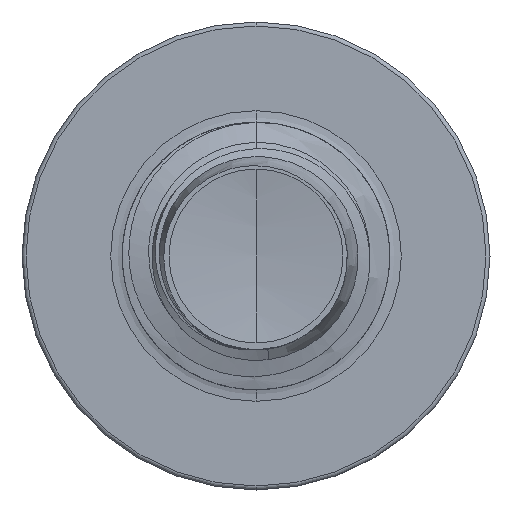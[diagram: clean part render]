
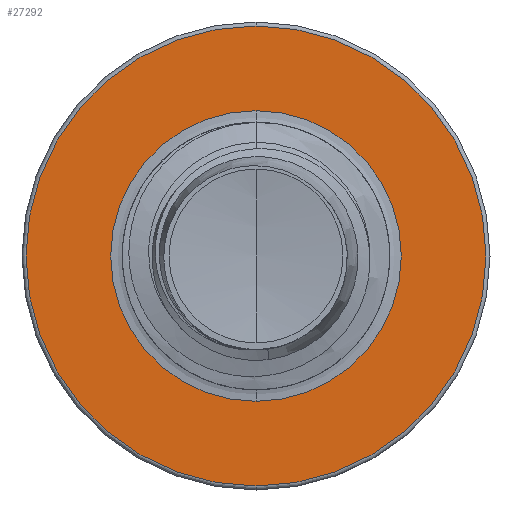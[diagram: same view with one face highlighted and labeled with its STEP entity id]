
A CAD part, front view. The second image highlights one B-rep face of the part: STEP entity #27292.
In plain terms, the highlighted planar face has unit normal (0, -1, 0).
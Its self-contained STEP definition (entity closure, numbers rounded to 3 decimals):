
#558 = VERTEX_POINT ( 'NONE', #10632 ) ;
#695 = VERTEX_POINT ( 'NONE', #16889 ) ;
#1491 = EDGE_CURVE ( 'NONE', #558, #22925, #15225, .T. ) ;
#7329 = AXIS2_PLACEMENT_3D ( 'NONE', #18903, #26256, #29014 ) ;
#7724 = EDGE_CURVE ( 'NONE', #695, #25330, #22912, .T. ) ;
#9897 = CARTESIAN_POINT ( 'NONE',  ( 0., 22.5, 0. ) ) ;
#10632 = CARTESIAN_POINT ( 'NONE',  ( 0., 22.5, 2.174 ) ) ;
#11700 = CARTESIAN_POINT ( 'NONE',  ( 0., 22.5, -2.174 ) ) ;
#11708 = DIRECTION ( 'NONE',  ( 0., 0., 1. ) ) ;
#12072 = AXIS2_PLACEMENT_3D ( 'NONE', #17135, #36849, #20202 ) ;
#12842 = CARTESIAN_POINT ( 'NONE',  ( 0., 22.5, -3.44 ) ) ;
#13117 = DIRECTION ( 'NONE',  ( 0., 0., 1. ) ) ;
#14271 = DIRECTION ( 'NONE',  ( 0., 0., 1. ) ) ;
#14308 = DIRECTION ( 'NONE',  ( 0., 1., 0. ) ) ;
#14348 = CARTESIAN_POINT ( 'NONE',  ( 0., 22.5, 0. ) ) ;
#15225 = CIRCLE ( 'NONE', #7329, 2.174 ) ;
#16889 = CARTESIAN_POINT ( 'NONE',  ( 0., 22.5, 3.44 ) ) ;
#17135 = CARTESIAN_POINT ( 'NONE',  ( 0., 22.5, 0. ) ) ;
#17338 = ORIENTED_EDGE ( 'NONE', *, *, #34937, .T. ) ;
#18903 = CARTESIAN_POINT ( 'NONE',  ( 0., 22.5, 0. ) ) ;
#19408 = FACE_BOUND ( 'NONE', #35300, .T. ) ;
#20202 = DIRECTION ( 'NONE',  ( 0., 0., 1. ) ) ;
#22912 = CIRCLE ( 'NONE', #36528, 3.44 ) ;
#22925 = VERTEX_POINT ( 'NONE', #11700 ) ;
#25330 = VERTEX_POINT ( 'NONE', #12842 ) ;
#26256 = DIRECTION ( 'NONE',  ( 0., 1., 0. ) ) ;
#26904 = CARTESIAN_POINT ( 'NONE',  ( 0., 22.5, -2.174 ) ) ;
#27292 = ADVANCED_FACE ( 'NONE', ( #28237, #19408 ), #37235, .F. ) ;
#28237 = FACE_OUTER_BOUND ( 'NONE', #37650, .T. ) ;
#28245 = EDGE_CURVE ( 'NONE', #25330, #695, #37363, .T. ) ;
#28478 = ORIENTED_EDGE ( 'NONE', *, *, #7724, .F. ) ;
#29014 = DIRECTION ( 'NONE',  ( 0., 0., 1. ) ) ;
#29653 = DIRECTION ( 'NONE',  ( 0., 1., 0. ) ) ;
#30544 = ORIENTED_EDGE ( 'NONE', *, *, #28245, .F. ) ;
#30830 = DIRECTION ( 'NONE',  ( 0., 1., 0. ) ) ;
#31504 = CIRCLE ( 'NONE', #12072, 2.174 ) ;
#34211 = AXIS2_PLACEMENT_3D ( 'NONE', #9897, #30830, #13117 ) ;
#34937 = EDGE_CURVE ( 'NONE', #22925, #558, #31504, .T. ) ;
#35300 = EDGE_LOOP ( 'NONE', ( #36195, #17338 ) ) ;
#36195 = ORIENTED_EDGE ( 'NONE', *, *, #1491, .T. ) ;
#36528 = AXIS2_PLACEMENT_3D ( 'NONE', #14348, #14308, #14271 ) ;
#36849 = DIRECTION ( 'NONE',  ( 0., 1., 0. ) ) ;
#37235 = PLANE ( 'NONE',  #38808 ) ;
#37363 = CIRCLE ( 'NONE', #34211, 3.44 ) ;
#37650 = EDGE_LOOP ( 'NONE', ( #28478, #30544 ) ) ;
#38808 = AXIS2_PLACEMENT_3D ( 'NONE', #26904, #29653, #11708 ) ;
